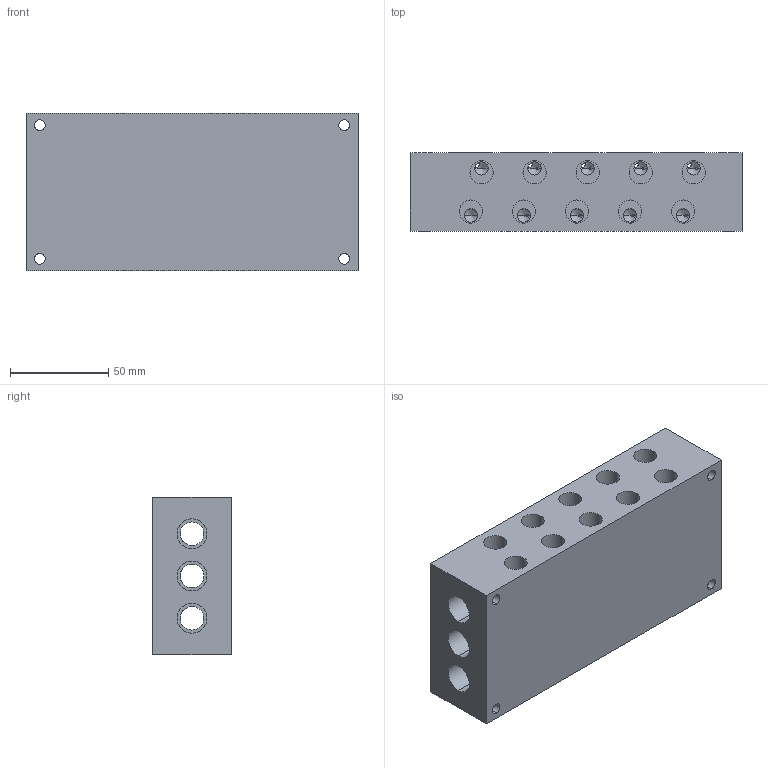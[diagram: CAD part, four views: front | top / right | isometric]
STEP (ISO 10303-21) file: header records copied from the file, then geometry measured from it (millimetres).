
FILE_DESCRIPTION (( 'STEP AP214' ), '1' );
FILE_NAME ('05_065_1.STEP', '2016-02-19T14:55:14', ( '' ), ( '' ), 'SwSTEP 2.0', 'SolidWorks 2016', '' );
FILE_SCHEMA (( 'AUTOMOTIVE_DESIGN' ));
Length unit declared in the file: millimetre
Products named in the file (1): 05_065_1
Bounding box: 169 x 40 x 80 mm (x, y, z)
Volume: 427910.2 mm3; surface area: 95472.4 mm2
Topology: 1 solids, 1 shells, 620 faces, 1649 edges, 986 vertices
Faces by surface type: cylinder 339, plane 141, cone 140
Entity records: 23310 total; most frequent: CARTESIAN_POINT 7126, DIRECTION 3184, ORIENTED_EDGE 3078, EDGE_CURVE 1539, AXIS2_PLACEMENT_3D 1214, VERTEX_POINT 986, EDGE_LOOP 799, LINE 756
